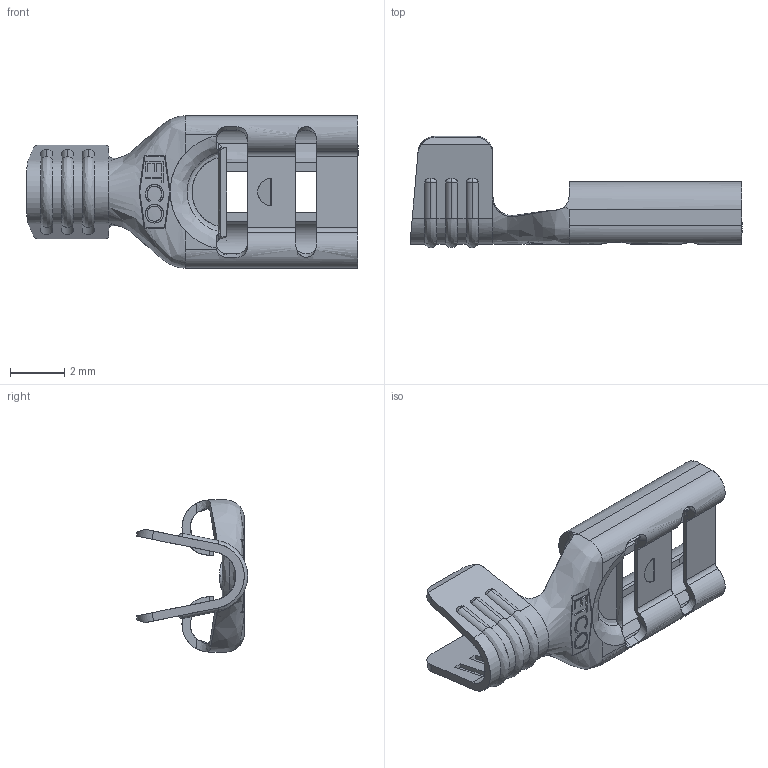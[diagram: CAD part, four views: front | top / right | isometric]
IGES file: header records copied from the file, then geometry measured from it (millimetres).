
Start section: SolidWorks IGES file using analytic representation for surfaces
Global section: file name: 07384.IGS; native system: SolidWorks 2014; preprocessor: SolidWorks 2014; author: sjohnson; date: 150128.103511; units: inch
Bounding box: 12.19 x 4.09 x 5.59 mm (x, y, z)
Surface area: 262.9 mm2 (no closed solid volume)
Topology: 0 solids, 0 shells, 264 faces, 2256 edges, 2254 vertices
Faces by surface type: bspline 200, revolution 64
